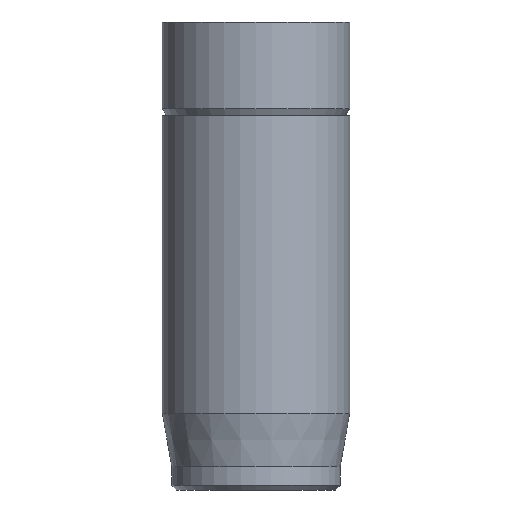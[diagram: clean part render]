
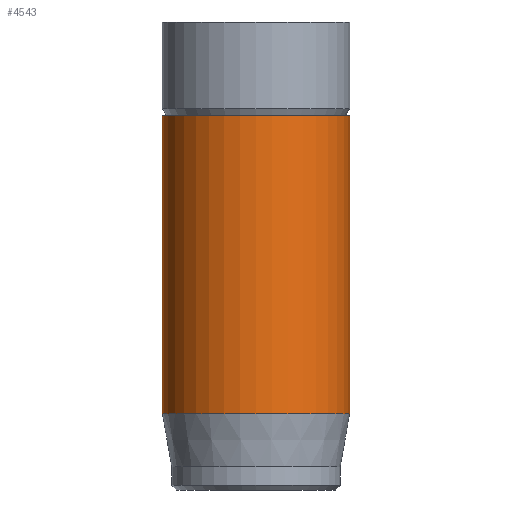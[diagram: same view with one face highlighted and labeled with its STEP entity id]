
A CAD part, front view. The second image highlights one B-rep face of the part: STEP entity #4543.
In plain terms, the highlighted cylindrical face has radius 4 mm (diameter 8 mm), a full revolution.
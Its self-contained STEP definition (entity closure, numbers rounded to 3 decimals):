
#625=CYLINDRICAL_SURFACE('',#4878,4.);
#638=FACE_OUTER_BOUND('',#902,.T.);
#902=EDGE_LOOP('',(#3151,#3152,#3153,#3154,#3155));
#1182=LINE('',#5648,#1546);
#1546=VECTOR('',#5043,4.);
#1907=CIRCLE('',#4860,4.);
#1916=CIRCLE('',#4876,4.);
#1917=CIRCLE('',#4877,4.);
#1929=VERTEX_POINT('',#5612);
#1938=VERTEX_POINT('',#5642);
#1939=VERTEX_POINT('',#5643);
#2403=EDGE_CURVE('',#1929,#1929,#1907,.T.);
#2417=EDGE_CURVE('',#1938,#1939,#1916,.T.);
#2418=EDGE_CURVE('',#1939,#1938,#1917,.T.);
#2420=EDGE_CURVE('',#1929,#1938,#1182,.T.);
#3151=ORIENTED_EDGE('',*,*,#2403,.T.);
#3152=ORIENTED_EDGE('',*,*,#2420,.T.);
#3153=ORIENTED_EDGE('',*,*,#2417,.T.);
#3154=ORIENTED_EDGE('',*,*,#2418,.T.);
#3155=ORIENTED_EDGE('',*,*,#2420,.F.);
#4543=ADVANCED_FACE('',(#638),#625,.T.);
#4860=AXIS2_PLACEMENT_3D('',#5613,#4999,#5000);
#4876=AXIS2_PLACEMENT_3D('',#5644,#5036,#5037);
#4877=AXIS2_PLACEMENT_3D('',#5645,#5038,#5039);
#4878=AXIS2_PLACEMENT_3D('',#5647,#5041,#5042);
#4999=DIRECTION('center_axis',(0.,0.,-1.));
#5000=DIRECTION('ref_axis',(-1.,0.,0.));
#5036=DIRECTION('center_axis',(0.,0.,1.));
#5037=DIRECTION('ref_axis',(-1.,0.,0.));
#5038=DIRECTION('center_axis',(0.,0.,1.));
#5039=DIRECTION('ref_axis',(-1.,0.,0.));
#5041=DIRECTION('center_axis',(0.,0.,1.));
#5042=DIRECTION('ref_axis',(-1.,0.,0.));
#5043=DIRECTION('',(0.,0.,-1.));
#5612=CARTESIAN_POINT('',(4.,0.,16.));
#5613=CARTESIAN_POINT('Origin',(0.,0.,16.));
#5642=CARTESIAN_POINT('',(4.,0.,3.269));
#5643=CARTESIAN_POINT('',(-4.,0.,3.269));
#5644=CARTESIAN_POINT('Origin',(0.,0.,3.269));
#5645=CARTESIAN_POINT('Origin',(0.,0.,3.269));
#5647=CARTESIAN_POINT('Origin',(0.,0.,0.));
#5648=CARTESIAN_POINT('',(4.,0.,0.));
